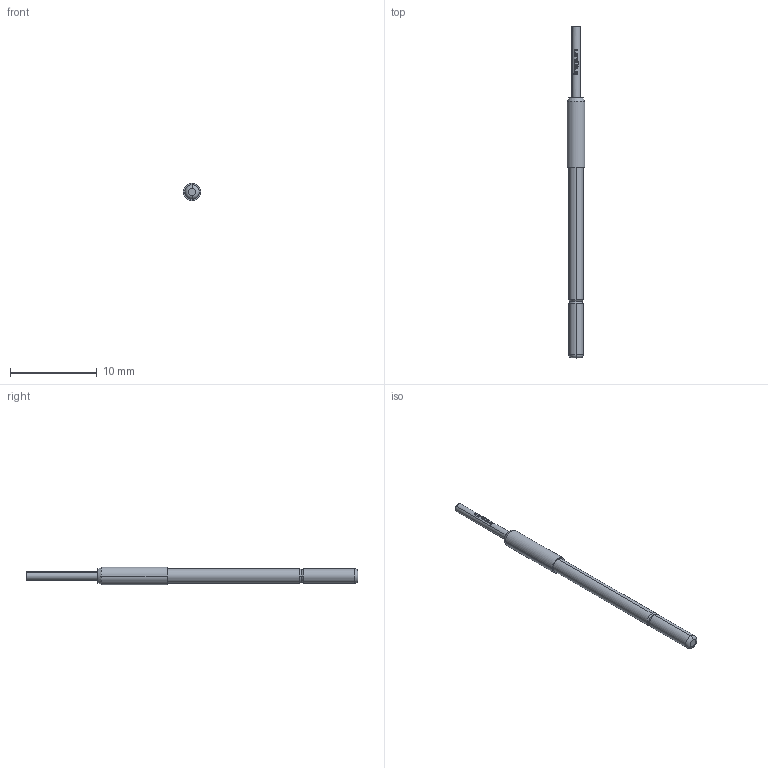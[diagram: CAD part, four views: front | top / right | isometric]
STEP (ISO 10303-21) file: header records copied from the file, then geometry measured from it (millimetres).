
FILE_DESCRIPTION (( 'STEP AP203' ), '1' );
FILE_NAME ('INGUN_HSS-118_302_100_A_xx08.STEP', '2022-02-02T11:01:46', ( 'ochi' ), ( '' ), 'SwSTEP 2.0', 'SolidWorks 2018', '' );
FILE_SCHEMA (( 'CONFIG_CONTROL_DESIGN' ));
Length unit declared in the file: millimetre
Products named in the file (1): INGUN_HSS-118_302_100_A_xx08
Bounding box: 2 x 38.3 x 2 mm (x, y, z)
Volume: 78.2 mm3; surface area: 194.9 mm2
Topology: 1 solids, 1 shells, 88 faces, 228 edges, 150 vertices
Faces by surface type: plane 44, bspline 22, cylinder 14, torus 6, cone 2
Entity records: 3709 total; most frequent: CARTESIAN_POINT 1881, ORIENTED_EDGE 456, EDGE_CURVE 228, DIRECTION 208, B_SPLINE_CURVE_WITH_KNOTS 186, VERTEX_POINT 150, AXIS2_PLACEMENT_3D 99, EDGE_LOOP 96
